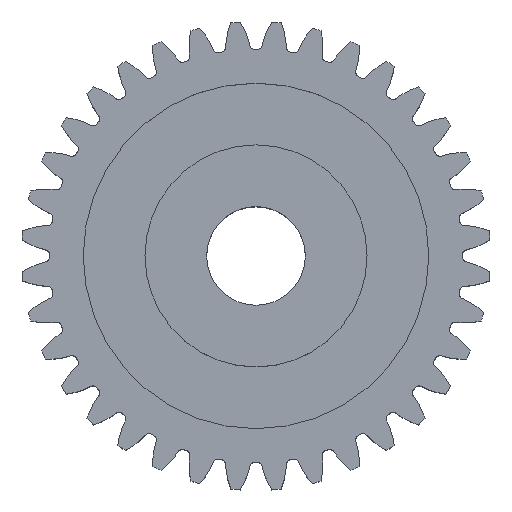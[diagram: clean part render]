
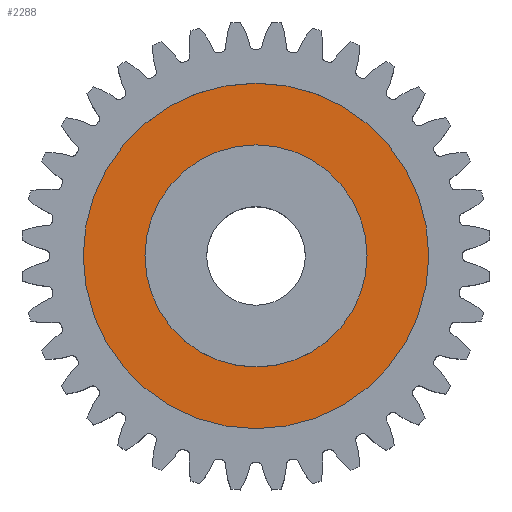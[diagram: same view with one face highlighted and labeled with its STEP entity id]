
A CAD part, top view. The second image highlights one B-rep face of the part: STEP entity #2288.
In plain terms, the highlighted planar face has unit normal (0, 0, 1).
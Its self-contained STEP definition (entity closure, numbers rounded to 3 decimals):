
#1581 = VERTEX_POINT ( 'NONE', #6028 ) ;
#1584 = EDGE_CURVE ( 'NONE', #1581, #1619, #6031, .T. ) ;
#1619 = VERTEX_POINT ( 'NONE', #6137 ) ;
#2237 = VERTEX_POINT ( 'NONE', #6873 ) ;
#2288 = ADVANCED_FACE ( 'NONE', ( #6920, #6939 ), #6746, .F. ) ;
#2290 = ORIENTED_EDGE ( 'NONE', *, *, #2355, .F. ) ;
#2345 = ORIENTED_EDGE ( 'NONE', *, *, #2346, .T. ) ;
#2346 = EDGE_CURVE ( 'NONE', #2347, #2237, #6996, .T. ) ;
#2347 = VERTEX_POINT ( 'NONE', #6960 ) ;
#2348 = ORIENTED_EDGE ( 'NONE', *, *, #2351, .T. ) ;
#2351 = EDGE_CURVE ( 'NONE', #2237, #2347, #7000, .T. ) ;
#2354 = EDGE_LOOP ( 'NONE', ( #2345, #2348 ) ) ;
#2355 = EDGE_CURVE ( 'NONE', #1619, #1581, #6984, .T. ) ;
#2357 = ORIENTED_EDGE ( 'NONE', *, *, #1584, .F. ) ;
#2363 = EDGE_LOOP ( 'NONE', ( #2290, #2357 ) ) ;
#6022 = DIRECTION ( 'NONE',  ( -1., 0., 0. ) ) ;
#6023 = DIRECTION ( 'NONE',  ( 0., 0., -1. ) ) ;
#6024 = CARTESIAN_POINT ( 'NONE',  ( 0., 0., 6.8 ) ) ;
#6025 = AXIS2_PLACEMENT_3D ( 'NONE', #6024, #6023, #6022 ) ;
#6028 = CARTESIAN_POINT ( 'NONE',  ( 14., 0., 6.8 ) ) ;
#6031 = CIRCLE ( 'NONE', #6025, 14. ) ;
#6137 = CARTESIAN_POINT ( 'NONE',  ( -14., 0., 6.8 ) ) ;
#6746 = PLANE ( 'NONE',  #6930 ) ;
#6873 = CARTESIAN_POINT ( 'NONE',  ( 9., 0., 6.8 ) ) ;
#6920 = FACE_BOUND ( 'NONE', #2354, .T. ) ;
#6925 = DIRECTION ( 'NONE',  ( -1., 0., 0. ) ) ;
#6930 = AXIS2_PLACEMENT_3D ( 'NONE', #6932, #6934, #6925 ) ;
#6932 = CARTESIAN_POINT ( 'NONE',  ( 0., 0., 6.8 ) ) ;
#6934 = DIRECTION ( 'NONE',  ( 0., 0., -1. ) ) ;
#6939 = FACE_OUTER_BOUND ( 'NONE', #2363, .T. ) ;
#6960 = CARTESIAN_POINT ( 'NONE',  ( -9., 0., 6.8 ) ) ;
#6978 = DIRECTION ( 'NONE',  ( -1., 0., 0. ) ) ;
#6979 = DIRECTION ( 'NONE',  ( 0., 0., -1. ) ) ;
#6980 = AXIS2_PLACEMENT_3D ( 'NONE', #6983, #6979, #6978 ) ;
#6983 = CARTESIAN_POINT ( 'NONE',  ( 0., 0., 6.8 ) ) ;
#6984 = CIRCLE ( 'NONE', #7088, 14. ) ;
#6988 = DIRECTION ( 'NONE',  ( -1., 0., 0. ) ) ;
#6989 = DIRECTION ( 'NONE',  ( 0., 0., -1. ) ) ;
#6990 = CARTESIAN_POINT ( 'NONE',  ( 0., 0., 6.8 ) ) ;
#6996 = CIRCLE ( 'NONE', #7001, 9. ) ;
#7000 = CIRCLE ( 'NONE', #6980, 9. ) ;
#7001 = AXIS2_PLACEMENT_3D ( 'NONE', #6990, #6989, #6988 ) ;
#7084 = DIRECTION ( 'NONE',  ( -1., 0., 0. ) ) ;
#7085 = DIRECTION ( 'NONE',  ( 0., 0., -1. ) ) ;
#7088 = AXIS2_PLACEMENT_3D ( 'NONE', #7093, #7085, #7084 ) ;
#7093 = CARTESIAN_POINT ( 'NONE',  ( 0., 0., 6.8 ) ) ;
